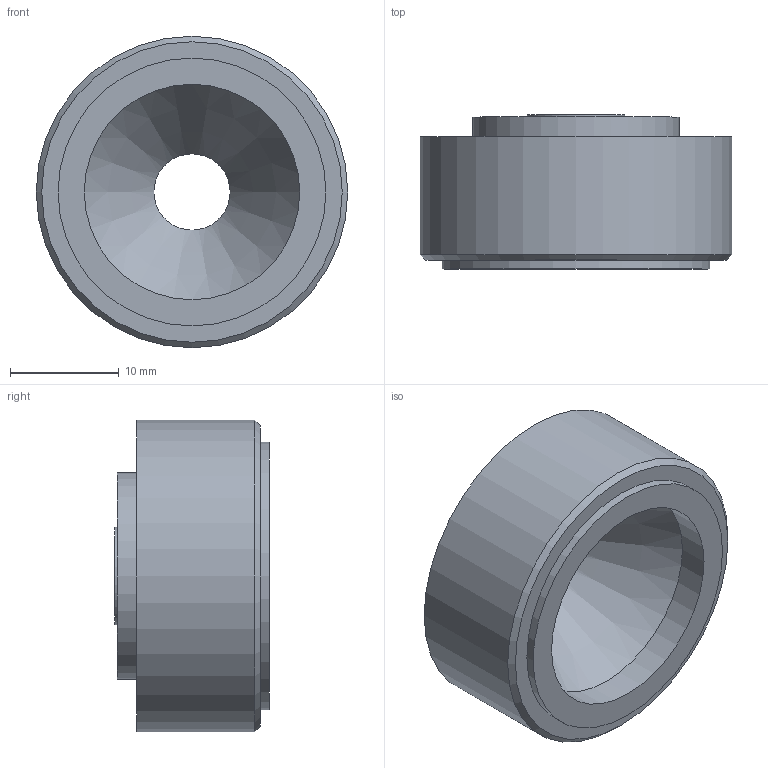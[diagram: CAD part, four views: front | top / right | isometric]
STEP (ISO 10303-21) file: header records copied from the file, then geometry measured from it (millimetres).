
FILE_DESCRIPTION(/* description */ (''),/* implementation_level */ '2;1');
FILE_NAME(/* name */ 'Adapter - Lsung 3.2 - Aluminium - Versuchspunkt 2.stp',/* time_stamp */ '2024-07-03T00:09:42+02:00',/* author */ ('Asus'),/* organization */ (''),/* preprocessor_version */ 'ST-DEVELOPER v20',/* originating_system */ 'Autodesk Inventor 2024',/* authorisation */ '');
FILE_SCHEMA (('AUTOMOTIVE_DESIGN { 1 0 10303 214 3 1 1 }'));
Length unit declared in the file: millimetre
Products named in the file (1): Adapter - Lösung 3.2 - Aluminium - Versuchspunkt 2
Bounding box: 28.6 x 14.15 x 28.6 mm (x, y, z)
Volume: 5842.7 mm3; surface area: 2799.8 mm2
Topology: 1 solids, 1 shells, 13 faces, 22 edges, 14 vertices
Faces by surface type: cylinder 6, plane 5, cone 2
Full cylindrical faces by diameter (mm): 7 x1, 9 x1, 19 x1, 19.8 x1, 24.6 x1, 28.6 x1
Entity records: 361 total; most frequent: DIRECTION 64, CARTESIAN_POINT 50, ORIENTED_EDGE 44, AXIS2_PLACEMENT_3D 28, EDGE_CURVE 22, EDGE_LOOP 18, CIRCLE 14, VERTEX_POINT 14
